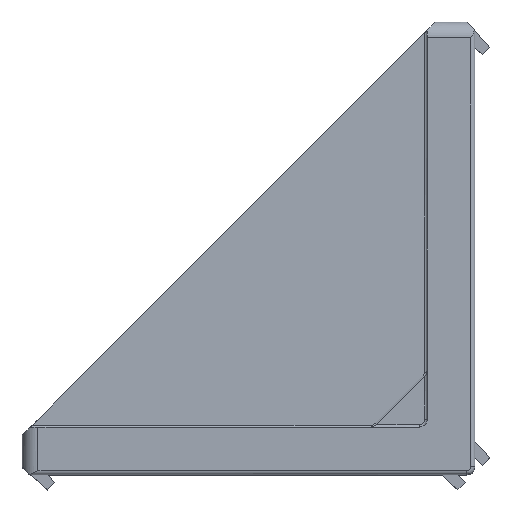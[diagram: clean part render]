
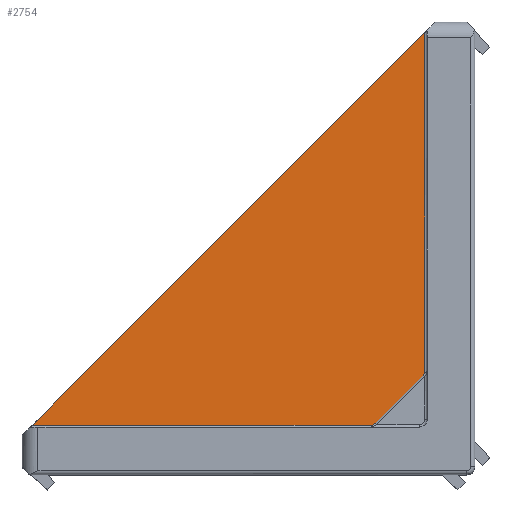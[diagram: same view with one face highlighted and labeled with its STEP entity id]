
A CAD part, top view. The second image highlights one B-rep face of the part: STEP entity #2754.
In plain terms, the highlighted planar face has unit normal (-0.012, 0.012, 1).
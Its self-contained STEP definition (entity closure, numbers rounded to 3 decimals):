
#254=(
BOUNDED_CURVE()
B_SPLINE_CURVE(3,(#4416,#4417,#4418,#4419,#4420,#4421),.UNSPECIFIED.,.F.,
 .F.)
B_SPLINE_CURVE_WITH_KNOTS((4,2,4),(2.356,3.142,3.927),
 .UNSPECIFIED.)
CURVE()
GEOMETRIC_REPRESENTATION_ITEM()
RATIONAL_B_SPLINE_CURVE((1.,1.,1.,1.,1.,1.))
REPRESENTATION_ITEM($)
);
#269=FACE_OUTER_BOUND($,#443,.T.);
#443=EDGE_LOOP($,(#2022,#2023,#2024,#2025));
#725=LINE($,#4385,#997);
#734=LINE($,#4422,#1006);
#735=LINE($,#4423,#1007);
#997=VECTOR($,#3355,69.873);
#1006=VECTOR($,#3376,48.711);
#1007=VECTOR($,#3377,48.711);
#1297=VERTEX_POINT($,#4382);
#1298=VERTEX_POINT($,#4384);
#1307=VERTEX_POINT($,#4414);
#1308=VERTEX_POINT($,#4415);
#1572=EDGE_CURVE($,#1297,#1298,#725,.T.);
#1585=EDGE_CURVE($,#1307,#1308,#254,.T.);
#1586=EDGE_CURVE($,#1308,#1298,#734,.T.);
#1587=EDGE_CURVE($,#1297,#1307,#735,.T.);
#2022=ORIENTED_EDGE($,*,*,#1585,.T.);
#2023=ORIENTED_EDGE($,*,*,#1586,.T.);
#2024=ORIENTED_EDGE($,*,*,#1572,.F.);
#2025=ORIENTED_EDGE($,*,*,#1587,.T.);
#2672=PLANE($,#2952);
#2754=ADVANCED_FACE($,(#269),#2672,.T.);
#2952=AXIS2_PLACEMENT_3D($,#4413,#3374,#3375);
#3355=DIRECTION($,(0.707,0.707,0.));
#3374=DIRECTION('center_axis',(-0.012,0.012,1.));
#3375=DIRECTION('ref_axis',(1.,0.,0.012));
#3376=DIRECTION($,(0.,1.,-0.012));
#3377=DIRECTION($,(1.,0.,0.012));
#4382=CARTESIAN_POINT('',(-55.704,6.296,-9.));
#4384=CARTESIAN_POINT('',(-6.296,55.704,-9.));
#4385=CARTESIAN_POINT($,(-57.,5.,-9.));
#4413=CARTESIAN_POINT('Origin',(-57.,5.,-9.));
#4414=CARTESIAN_POINT('',(-6.996,6.296,-8.399));
#4415=CARTESIAN_POINT('',(-6.296,6.996,-8.399));
#4416=CARTESIAN_POINT('Ctrl Pts',(-6.996,6.296,-8.399));
#4417=CARTESIAN_POINT('Ctrl Pts',(-6.813,6.296,-8.397));
#4418=CARTESIAN_POINT('Ctrl Pts',(-6.631,6.372,-8.395));
#4419=CARTESIAN_POINT('Ctrl Pts',(-6.372,6.631,-8.395));
#4420=CARTESIAN_POINT('Ctrl Pts',(-6.296,6.813,-8.397));
#4421=CARTESIAN_POINT('Ctrl Pts',(-6.296,6.996,-8.399));
#4422=CARTESIAN_POINT($,(-6.296,56.,-9.004));
#4423=CARTESIAN_POINT($,(-7.,6.296,-8.399));
